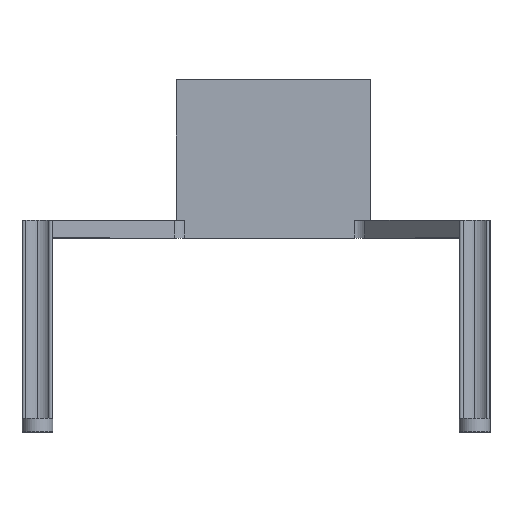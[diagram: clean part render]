
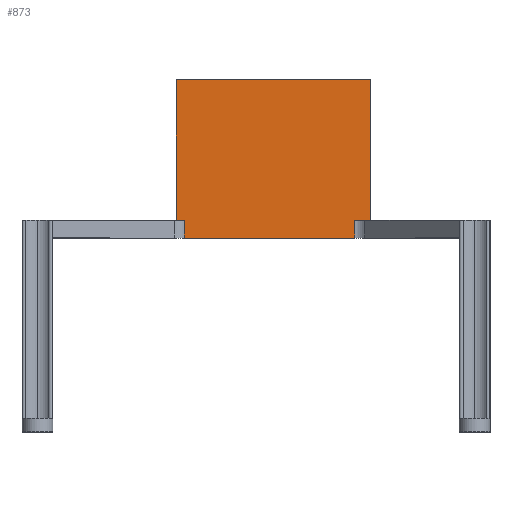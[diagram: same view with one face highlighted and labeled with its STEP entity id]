
A CAD part, top view. The second image highlights one B-rep face of the part: STEP entity #873.
In plain terms, the highlighted planar face has unit normal (0, 0, 1).
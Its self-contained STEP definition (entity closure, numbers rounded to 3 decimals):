
#8 = CARTESIAN_POINT ( 'NONE',  ( -22.07, 36., 18.575 ) ) ;
#64 = VERTEX_POINT ( 'NONE', #1364 ) ;
#88 = LINE ( 'NONE', #3290, #3308 ) ;
#149 = VERTEX_POINT ( 'NONE', #2170 ) ;
#153 = CARTESIAN_POINT ( 'NONE',  ( 18.473, 4., 18.575 ) ) ;
#220 = CARTESIAN_POINT ( 'NONE',  ( -20.231, 4., 18.575 ) ) ;
#234 = VECTOR ( 'NONE', #1981, 1000. ) ;
#286 = DIRECTION ( 'NONE',  ( 0., 0., -1. ) ) ;
#384 = CARTESIAN_POINT ( 'NONE',  ( -21.457, 4., 18.575 ) ) ;
#415 = VERTEX_POINT ( 'NONE', #1889 ) ;
#442 = EDGE_LOOP ( 'NONE', ( #2251, #2089, #1723, #2933, #1654, #1961, #2356, #3368 ) ) ;
#586 = VECTOR ( 'NONE', #2559, 1000. ) ;
#636 = EDGE_CURVE ( 'NONE', #149, #2259, #1232, .T. ) ;
#655 = CARTESIAN_POINT ( 'NONE',  ( 18.473, 2., 18.575 ) ) ;
#750 = CARTESIAN_POINT ( 'NONE',  ( 0., 2., 18.575 ) ) ;
#809 = DIRECTION ( 'NONE',  ( 1., 0., 0. ) ) ;
#873 = ADVANCED_FACE ( 'NONE', ( #1018 ), #3164, .F. ) ;
#884 = DIRECTION ( 'NONE',  ( -1., 0., 0. ) ) ;
#935 = EDGE_CURVE ( 'NONE', #415, #64, #1084, .T. ) ;
#953 = VECTOR ( 'NONE', #884, 1000. ) ;
#1018 = FACE_OUTER_BOUND ( 'NONE', #442, .T. ) ;
#1068 = AXIS2_PLACEMENT_3D ( 'NONE', #750, #286, #1619 ) ;
#1084 = LINE ( 'NONE', #1310, #1349 ) ;
#1156 = DIRECTION ( 'NONE',  ( 0., -1., 0. ) ) ;
#1167 = VERTEX_POINT ( 'NONE', #1927 ) ;
#1232 = LINE ( 'NONE', #655, #2283 ) ;
#1280 = CARTESIAN_POINT ( 'NONE',  ( 0., 0., 18.575 ) ) ;
#1310 = CARTESIAN_POINT ( 'NONE',  ( 22.07, 2., 18.575 ) ) ;
#1349 = VECTOR ( 'NONE', #3452, 1000. ) ;
#1364 = CARTESIAN_POINT ( 'NONE',  ( 22.07, 4., 18.575 ) ) ;
#1489 = CARTESIAN_POINT ( 'NONE',  ( -22.07, 2., 18.575 ) ) ;
#1619 = DIRECTION ( 'NONE',  ( -1., 0., 0. ) ) ;
#1654 = ORIENTED_EDGE ( 'NONE', *, *, #2775, .F. ) ;
#1723 = ORIENTED_EDGE ( 'NONE', *, *, #2419, .T. ) ;
#1756 = LINE ( 'NONE', #1489, #586 ) ;
#1762 = EDGE_CURVE ( 'NONE', #2527, #2874, #2234, .T. ) ;
#1889 = CARTESIAN_POINT ( 'NONE',  ( 22.07, 36., 18.575 ) ) ;
#1927 = CARTESIAN_POINT ( 'NONE',  ( -22.07, 4., 18.575 ) ) ;
#1961 = ORIENTED_EDGE ( 'NONE', *, *, #935, .F. ) ;
#1962 = EDGE_CURVE ( 'NONE', #2435, #1167, #1756, .T. ) ;
#1981 = DIRECTION ( 'NONE',  ( -1., 0., 0. ) ) ;
#2035 = CARTESIAN_POINT ( 'NONE',  ( -20.231, 0., 18.575 ) ) ;
#2089 = ORIENTED_EDGE ( 'NONE', *, *, #1762, .T. ) ;
#2170 = CARTESIAN_POINT ( 'NONE',  ( 18.473, 0., 18.575 ) ) ;
#2234 = LINE ( 'NONE', #3262, #2879 ) ;
#2251 = ORIENTED_EDGE ( 'NONE', *, *, #3168, .F. ) ;
#2259 = VERTEX_POINT ( 'NONE', #153 ) ;
#2281 = DIRECTION ( 'NONE',  ( 0., 1., 0. ) ) ;
#2283 = VECTOR ( 'NONE', #2281, 1000. ) ;
#2356 = ORIENTED_EDGE ( 'NONE', *, *, #2739, .F. ) ;
#2419 = EDGE_CURVE ( 'NONE', #2874, #149, #3461, .T. ) ;
#2435 = VERTEX_POINT ( 'NONE', #8 ) ;
#2527 = VERTEX_POINT ( 'NONE', #220 ) ;
#2559 = DIRECTION ( 'NONE',  ( 0., -1., 0. ) ) ;
#2717 = DIRECTION ( 'NONE',  ( 1., 0., 0. ) ) ;
#2739 = EDGE_CURVE ( 'NONE', #2435, #415, #88, .T. ) ;
#2747 = LINE ( 'NONE', #3330, #953 ) ;
#2775 = EDGE_CURVE ( 'NONE', #64, #2259, #2747, .T. ) ;
#2858 = VECTOR ( 'NONE', #809, 1000. ) ;
#2874 = VERTEX_POINT ( 'NONE', #2035 ) ;
#2879 = VECTOR ( 'NONE', #1156, 1000. ) ;
#2933 = ORIENTED_EDGE ( 'NONE', *, *, #636, .T. ) ;
#3164 = PLANE ( 'NONE',  #1068 ) ;
#3168 = EDGE_CURVE ( 'NONE', #2527, #1167, #3333, .T. ) ;
#3262 = CARTESIAN_POINT ( 'NONE',  ( -20.231, 2., 18.575 ) ) ;
#3290 = CARTESIAN_POINT ( 'NONE',  ( 0., 36., 18.575 ) ) ;
#3308 = VECTOR ( 'NONE', #2717, 1000. ) ;
#3330 = CARTESIAN_POINT ( 'NONE',  ( 19.924, 4., 18.575 ) ) ;
#3333 = LINE ( 'NONE', #384, #234 ) ;
#3368 = ORIENTED_EDGE ( 'NONE', *, *, #1962, .T. ) ;
#3452 = DIRECTION ( 'NONE',  ( 0., -1., 0. ) ) ;
#3461 = LINE ( 'NONE', #1280, #2858 ) ;
